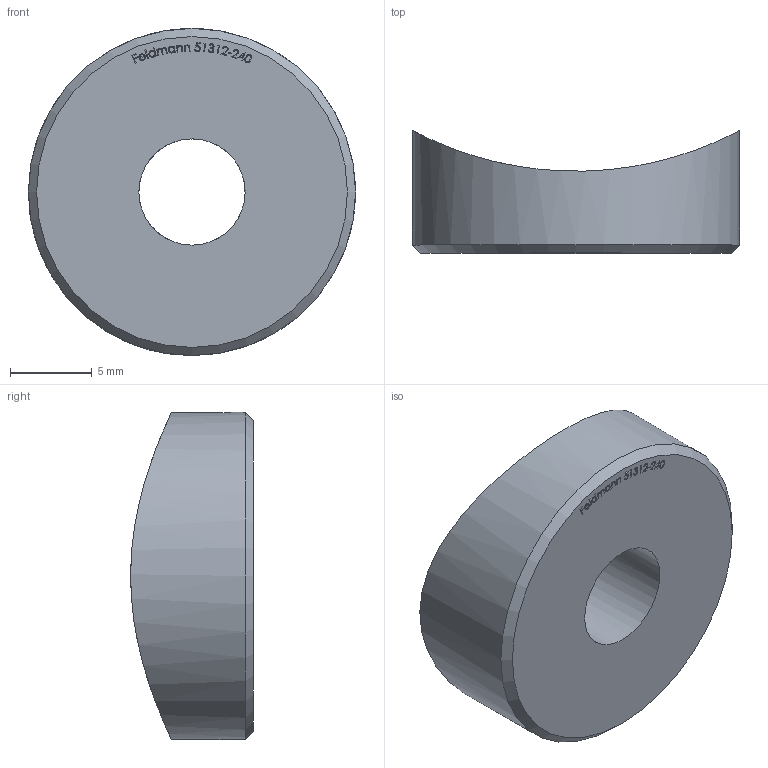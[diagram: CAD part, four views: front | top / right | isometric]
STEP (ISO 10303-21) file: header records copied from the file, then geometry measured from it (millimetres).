
FILE_DESCRIPTION (( 'STEP AP203' ), '1' );
FILE_NAME ('51312-240.step', '2023-11-21T14:17:31', ( '' ), ( '' ), 'SwSTEP 2.0', 'SolidWorks 2018', '' );
FILE_SCHEMA (( 'CONFIG_CONTROL_DESIGN' ));
Length unit declared in the file: millimetre
Products named in the file (1): 51312-240
Bounding box: 20 x 7.51 x 20 mm (x, y, z)
Volume: 1585.6 mm3; surface area: 1052.7 mm2
Topology: 1 solids, 1 shells, 222 faces, 594 edges, 396 vertices
Faces by surface type: plane 127, bspline 91, cylinder 3, cone 1
Full cylindrical faces by diameter (mm): 6.5 x1, 20 x1
Entity records: 11979 total; most frequent: CARTESIAN_POINT 6990, ORIENTED_EDGE 1180, DIRECTION 673, EDGE_CURVE 590, VECTOR 403, LINE 403, VERTEX_POINT 395, EDGE_LOOP 249
